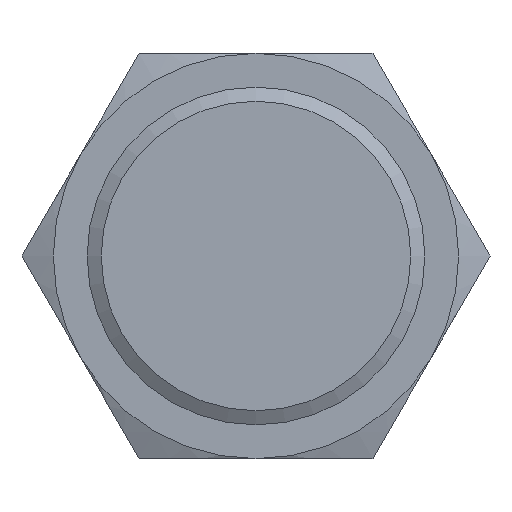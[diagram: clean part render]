
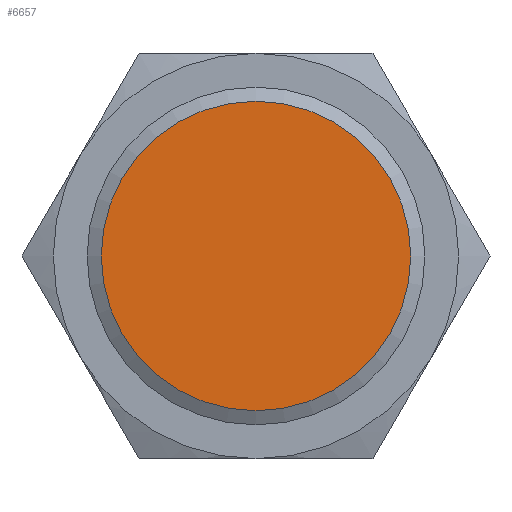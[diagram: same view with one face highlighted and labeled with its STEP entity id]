
A CAD part, left-side view. The second image highlights one B-rep face of the part: STEP entity #6657.
In plain terms, the highlighted planar face has unit normal (-1, 0, 0).
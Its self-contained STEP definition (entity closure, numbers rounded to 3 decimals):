
#6591 = CONICAL_SURFACE('',#6592,13.75,1.047);
#6592 = AXIS2_PLACEMENT_3D('',#6593,#6594,#6595);
#6593 = CARTESIAN_POINT('',(0.,0.,0.));
#6594 = DIRECTION('',(1.,-0.,-0.));
#6595 = DIRECTION('',(-0.,0.,-1.));
#6609 = VERTEX_POINT('',#6610);
#6610 = CARTESIAN_POINT('',(0.,0.,-13.75));
#6630 = EDGE_CURVE('',#6609,#6609,#6631,.T.);
#6631 = SURFACE_CURVE('',#6632,(#6637,#6644),.PCURVE_S1.);
#6632 = CIRCLE('',#6633,13.75);
#6633 = AXIS2_PLACEMENT_3D('',#6634,#6635,#6636);
#6634 = CARTESIAN_POINT('',(0.,0.,0.));
#6635 = DIRECTION('',(1.,0.,-0.));
#6636 = DIRECTION('',(-0.,0.,-1.));
#6637 = PCURVE('',#6591,#6638);
#6638 = DEFINITIONAL_REPRESENTATION('',(#6639),#6643);
#6639 = LINE('',#6640,#6641);
#6640 = CARTESIAN_POINT('',(0.,0.));
#6641 = VECTOR('',#6642,1.);
#6642 = DIRECTION('',(1.,0.));
#6643 = ( GEOMETRIC_REPRESENTATION_CONTEXT(2) 
PARAMETRIC_REPRESENTATION_CONTEXT() REPRESENTATION_CONTEXT('2D SPACE',''
  ) );
#6644 = PCURVE('',#6645,#6650);
#6645 = PLANE('',#6646);
#6646 = AXIS2_PLACEMENT_3D('',#6647,#6648,#6649);
#6647 = CARTESIAN_POINT('',(0.,0.,0.));
#6648 = DIRECTION('',(1.,0.,-0.));
#6649 = DIRECTION('',(-0.,0.,-1.));
#6650 = DEFINITIONAL_REPRESENTATION('',(#6651),#6655);
#6651 = CIRCLE('',#6652,13.75);
#6652 = AXIS2_PLACEMENT_2D('',#6653,#6654);
#6653 = CARTESIAN_POINT('',(0.,0.));
#6654 = DIRECTION('',(1.,0.));
#6655 = ( GEOMETRIC_REPRESENTATION_CONTEXT(2) 
PARAMETRIC_REPRESENTATION_CONTEXT() REPRESENTATION_CONTEXT('2D SPACE',''
  ) );
#6657 = ADVANCED_FACE('',(#6658),#6645,.F.);
#6658 = FACE_BOUND('',#6659,.T.);
#6659 = EDGE_LOOP('',(#6660));
#6660 = ORIENTED_EDGE('',*,*,#6630,.F.);
